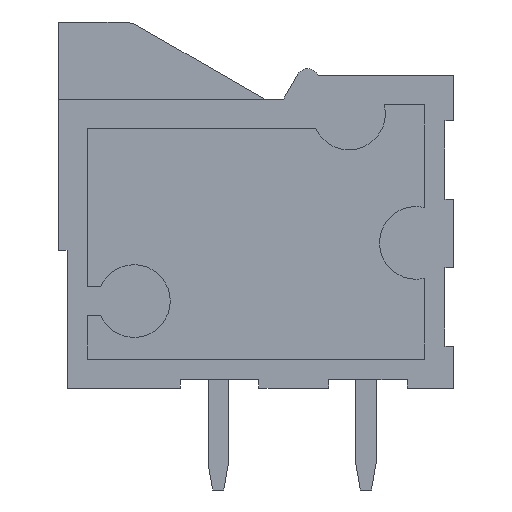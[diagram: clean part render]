
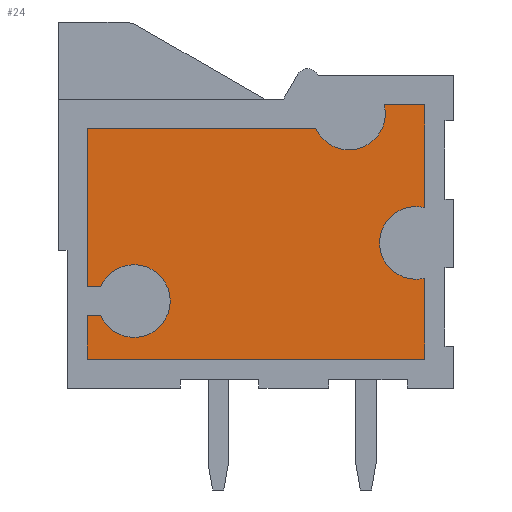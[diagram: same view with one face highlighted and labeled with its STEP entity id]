
A CAD part, left-side view. The second image highlights one B-rep face of the part: STEP entity #24.
In plain terms, the highlighted planar face has unit normal (-1, 0, 0).
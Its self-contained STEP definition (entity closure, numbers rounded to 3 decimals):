
#24 = ADVANCED_FACE ( 'NONE', ( #12030 ), #486, .T. ) ;
#138 = EDGE_CURVE ( 'NONE', #1632, #5574, #4536, .T. ) ;
#173 = AXIS2_PLACEMENT_3D ( 'NONE', #6085, #340, #2094 ) ;
#340 = DIRECTION ( 'NONE',  ( -1., 0., 0. ) ) ;
#380 = DIRECTION ( 'NONE',  ( 0., 0., 1. ) ) ;
#389 = CARTESIAN_POINT ( 'NONE',  ( 1.5, 0., -2.85 ) ) ;
#441 = EDGE_CURVE ( 'NONE', #982, #5049, #2046, .T. ) ;
#463 = CARTESIAN_POINT ( 'NONE',  ( 1.5, 12.6, -3.65 ) ) ;
#486 = PLANE ( 'NONE',  #4041 ) ;
#506 = LINE ( 'NONE', #4252, #11943 ) ;
#739 = AXIS2_PLACEMENT_3D ( 'NONE', #5257, #9846, #380 ) ;
#801 = LINE ( 'NONE', #5677, #5238 ) ;
#927 = DIRECTION ( 'NONE',  ( -1., 0., 0. ) ) ;
#937 = DIRECTION ( 'NONE',  ( 0., 0., 1. ) ) ;
#982 = VERTEX_POINT ( 'NONE', #11266 ) ;
#1003 = VECTOR ( 'NONE', #11546, 1000. ) ;
#1071 = DIRECTION ( 'NONE',  ( 0., 0., 1. ) ) ;
#1085 = CIRCLE ( 'NONE', #11264, 1.25 ) ;
#1134 = DIRECTION ( 'NONE',  ( 0., 0., 1. ) ) ;
#1171 = VECTOR ( 'NONE', #6145, 1000. ) ;
#1201 = VERTEX_POINT ( 'NONE', #1248 ) ;
#1213 = CARTESIAN_POINT ( 'NONE',  ( 1.5, 12.146, -9.1 ) ) ;
#1235 = DIRECTION ( 'NONE',  ( 0., 0., 1. ) ) ;
#1248 = CARTESIAN_POINT ( 'NONE',  ( 1.5, 1., -8.813 ) ) ;
#1348 = VECTOR ( 'NONE', #1134, 1000. ) ;
#1406 = VECTOR ( 'NONE', #10280, 1000. ) ;
#1493 = EDGE_CURVE ( 'NONE', #10528, #10398, #9488, .T. ) ;
#1504 = EDGE_CURVE ( 'NONE', #4587, #1201, #4862, .T. ) ;
#1520 = CIRCLE ( 'NONE', #8908, 1.25 ) ;
#1605 = DIRECTION ( 'NONE',  ( 0., 0., 1. ) ) ;
#1632 = VERTEX_POINT ( 'NONE', #1827 ) ;
#1741 = EDGE_CURVE ( 'NONE', #4648, #5927, #1085, .T. ) ;
#1827 = CARTESIAN_POINT ( 'NONE',  ( 1.5, 12.6, -9.1 ) ) ;
#1911 = ORIENTED_EDGE ( 'NONE', *, *, #3888, .F. ) ;
#2004 = ORIENTED_EDGE ( 'NONE', *, *, #1741, .F. ) ;
#2046 = CIRCLE ( 'NONE', #2639, 1.25 ) ;
#2094 = DIRECTION ( 'NONE',  ( 0., 0., 1. ) ) ;
#2184 = DIRECTION ( 'NONE',  ( -1., 0., 0. ) ) ;
#2194 = DIRECTION ( 'NONE',  ( -1., 0., 0. ) ) ;
#2334 = EDGE_CURVE ( 'NONE', #5927, #10701, #9973, .T. ) ;
#2487 = ORIENTED_EDGE ( 'NONE', *, *, #10594, .T. ) ;
#2495 = CARTESIAN_POINT ( 'NONE',  ( 1.5, 0., -3.65 ) ) ;
#2535 = CARTESIAN_POINT ( 'NONE',  ( 1.5, 0., 0. ) ) ;
#2547 = ORIENTED_EDGE ( 'NONE', *, *, #6242, .F. ) ;
#2639 = AXIS2_PLACEMENT_3D ( 'NONE', #6601, #927, #6729 ) ;
#2657 = CARTESIAN_POINT ( 'NONE',  ( 1.5, 11., -9.6 ) ) ;
#2684 = LINE ( 'NONE', #2495, #1406 ) ;
#2698 = CARTESIAN_POINT ( 'NONE',  ( 1.5, 11., -10.85 ) ) ;
#3035 = CARTESIAN_POINT ( 'NONE',  ( 1.5, 12.146, -10.1 ) ) ;
#3066 = CARTESIAN_POINT ( 'NONE',  ( 1.5, 11., -9.6 ) ) ;
#3283 = ORIENTED_EDGE ( 'NONE', *, *, #441, .F. ) ;
#3327 = ORIENTED_EDGE ( 'NONE', *, *, #3426, .F. ) ;
#3384 = CIRCLE ( 'NONE', #6364, 1.25 ) ;
#3426 = EDGE_CURVE ( 'NONE', #8928, #982, #3384, .T. ) ;
#3685 = EDGE_LOOP ( 'NONE', ( #9295, #9900, #1911, #6336, #5211, #4239, #2004, #7047, #6645, #2487, #3283, #3327, #2547, #10094, #11310, #3989 ) ) ;
#3753 = CARTESIAN_POINT ( 'NONE',  ( 1.5, 1., 0. ) ) ;
#3888 = EDGE_CURVE ( 'NONE', #4032, #4587, #6941, .T. ) ;
#3989 = ORIENTED_EDGE ( 'NONE', *, *, #1493, .T. ) ;
#4032 = VERTEX_POINT ( 'NONE', #10956 ) ;
#4041 = AXIS2_PLACEMENT_3D ( 'NONE', #2535, #6217, #9889 ) ;
#4239 = ORIENTED_EDGE ( 'NONE', *, *, #2334, .F. ) ;
#4252 = CARTESIAN_POINT ( 'NONE',  ( 1.5, 0., -10.1 ) ) ;
#4298 = EDGE_CURVE ( 'NONE', #5016, #5722, #506, .T. ) ;
#4481 = EDGE_CURVE ( 'NONE', #4648, #5574, #2684, .T. ) ;
#4536 = LINE ( 'NONE', #7584, #10809 ) ;
#4549 = CARTESIAN_POINT ( 'NONE',  ( 1.5, 2.387, -2.85 ) ) ;
#4587 = VERTEX_POINT ( 'NONE', #9657 ) ;
#4633 = CARTESIAN_POINT ( 'NONE',  ( 1.5, 12.6, -10.1 ) ) ;
#4648 = VERTEX_POINT ( 'NONE', #9831 ) ;
#4862 = CIRCLE ( 'NONE', #11846, 1.25 ) ;
#5016 = VERTEX_POINT ( 'NONE', #3035 ) ;
#5042 = CARTESIAN_POINT ( 'NONE',  ( 1.5, 1., -2.85 ) ) ;
#5049 = VERTEX_POINT ( 'NONE', #1213 ) ;
#5211 = ORIENTED_EDGE ( 'NONE', *, *, #9401, .T. ) ;
#5238 = VECTOR ( 'NONE', #10278, 1000. ) ;
#5257 = CARTESIAN_POINT ( 'NONE',  ( 1.5, 1.3, -7.6 ) ) ;
#5350 = DIRECTION ( 'NONE',  ( -1., 0., 0. ) ) ;
#5574 = VERTEX_POINT ( 'NONE', #463 ) ;
#5677 = CARTESIAN_POINT ( 'NONE',  ( 1.5, 0., -9.1 ) ) ;
#5722 = VERTEX_POINT ( 'NONE', #4633 ) ;
#5890 = LINE ( 'NONE', #9452, #1348 ) ;
#5927 = VERTEX_POINT ( 'NONE', #4549 ) ;
#6023 = CARTESIAN_POINT ( 'NONE',  ( 1.5, 1., -6.387 ) ) ;
#6085 = CARTESIAN_POINT ( 'NONE',  ( 1.5, 1.3, -7.6 ) ) ;
#6145 = DIRECTION ( 'NONE',  ( 0., 0., 1. ) ) ;
#6217 = DIRECTION ( 'NONE',  ( -1., 0., 0. ) ) ;
#6242 = EDGE_CURVE ( 'NONE', #5016, #8928, #1520, .T. ) ;
#6288 = VECTOR ( 'NONE', #9855, 1000. ) ;
#6336 = ORIENTED_EDGE ( 'NONE', *, *, #6847, .F. ) ;
#6364 = AXIS2_PLACEMENT_3D ( 'NONE', #3066, #2194, #1071 ) ;
#6559 = CARTESIAN_POINT ( 'NONE',  ( 1.5, 1., -11.6 ) ) ;
#6601 = CARTESIAN_POINT ( 'NONE',  ( 1.5, 11., -9.6 ) ) ;
#6645 = ORIENTED_EDGE ( 'NONE', *, *, #138, .F. ) ;
#6729 = DIRECTION ( 'NONE',  ( 0., 0., 1. ) ) ;
#6847 = EDGE_CURVE ( 'NONE', #8418, #4032, #10265, .T. ) ;
#6941 = CIRCLE ( 'NONE', #173, 1.25 ) ;
#7047 = ORIENTED_EDGE ( 'NONE', *, *, #4481, .T. ) ;
#7264 = VECTOR ( 'NONE', #12184, 1000. ) ;
#7546 = LINE ( 'NONE', #3753, #1003 ) ;
#7584 = CARTESIAN_POINT ( 'NONE',  ( 1.5, 12.6, 0. ) ) ;
#7605 = EDGE_CURVE ( 'NONE', #10398, #1201, #5890, .T. ) ;
#8059 = CARTESIAN_POINT ( 'NONE',  ( 1.5, 12.6, -11.6 ) ) ;
#8376 = EDGE_CURVE ( 'NONE', #10528, #5722, #11833, .T. ) ;
#8418 = VERTEX_POINT ( 'NONE', #6023 ) ;
#8449 = DIRECTION ( 'NONE',  ( -1., 0., 0. ) ) ;
#8908 = AXIS2_PLACEMENT_3D ( 'NONE', #2657, #5350, #11157 ) ;
#8928 = VERTEX_POINT ( 'NONE', #2698 ) ;
#9295 = ORIENTED_EDGE ( 'NONE', *, *, #7605, .T. ) ;
#9401 = EDGE_CURVE ( 'NONE', #8418, #10701, #7546, .T. ) ;
#9452 = CARTESIAN_POINT ( 'NONE',  ( 1.5, 1., 0. ) ) ;
#9488 = LINE ( 'NONE', #10542, #7264 ) ;
#9657 = CARTESIAN_POINT ( 'NONE',  ( 1.5, 1.3, -8.85 ) ) ;
#9831 = CARTESIAN_POINT ( 'NONE',  ( 1.5, 4.746, -3.65 ) ) ;
#9839 = CARTESIAN_POINT ( 'NONE',  ( 1.5, 3.6, -3.15 ) ) ;
#9846 = DIRECTION ( 'NONE',  ( -1., 0., 0. ) ) ;
#9855 = DIRECTION ( 'NONE',  ( 0., -1., 0. ) ) ;
#9889 = DIRECTION ( 'NONE',  ( 0., 0., 1. ) ) ;
#9900 = ORIENTED_EDGE ( 'NONE', *, *, #1504, .F. ) ;
#9973 = LINE ( 'NONE', #389, #6288 ) ;
#10094 = ORIENTED_EDGE ( 'NONE', *, *, #4298, .T. ) ;
#10265 = CIRCLE ( 'NONE', #739, 1.25 ) ;
#10278 = DIRECTION ( 'NONE',  ( 0., -1., 0. ) ) ;
#10280 = DIRECTION ( 'NONE',  ( 0., 1., 0. ) ) ;
#10398 = VERTEX_POINT ( 'NONE', #6559 ) ;
#10424 = CARTESIAN_POINT ( 'NONE',  ( 1.5, 1.3, -7.6 ) ) ;
#10528 = VERTEX_POINT ( 'NONE', #8059 ) ;
#10542 = CARTESIAN_POINT ( 'NONE',  ( 1.5, 0., -11.6 ) ) ;
#10594 = EDGE_CURVE ( 'NONE', #1632, #5049, #801, .T. ) ;
#10701 = VERTEX_POINT ( 'NONE', #5042 ) ;
#10771 = CARTESIAN_POINT ( 'NONE',  ( 1.5, 12.6, 0. ) ) ;
#10809 = VECTOR ( 'NONE', #1605, 1000. ) ;
#10956 = CARTESIAN_POINT ( 'NONE',  ( 1.5, 1.3, -6.35 ) ) ;
#11157 = DIRECTION ( 'NONE',  ( 0., 0., 1. ) ) ;
#11264 = AXIS2_PLACEMENT_3D ( 'NONE', #9839, #2184, #1235 ) ;
#11266 = CARTESIAN_POINT ( 'NONE',  ( 1.5, 11., -8.35 ) ) ;
#11310 = ORIENTED_EDGE ( 'NONE', *, *, #8376, .F. ) ;
#11546 = DIRECTION ( 'NONE',  ( 0., 0., 1. ) ) ;
#11744 = DIRECTION ( 'NONE',  ( 0., 1., 0. ) ) ;
#11833 = LINE ( 'NONE', #10771, #1171 ) ;
#11846 = AXIS2_PLACEMENT_3D ( 'NONE', #10424, #8449, #937 ) ;
#11943 = VECTOR ( 'NONE', #11744, 1000. ) ;
#12030 = FACE_OUTER_BOUND ( 'NONE', #3685, .T. ) ;
#12184 = DIRECTION ( 'NONE',  ( 0., -1., 0. ) ) ;
